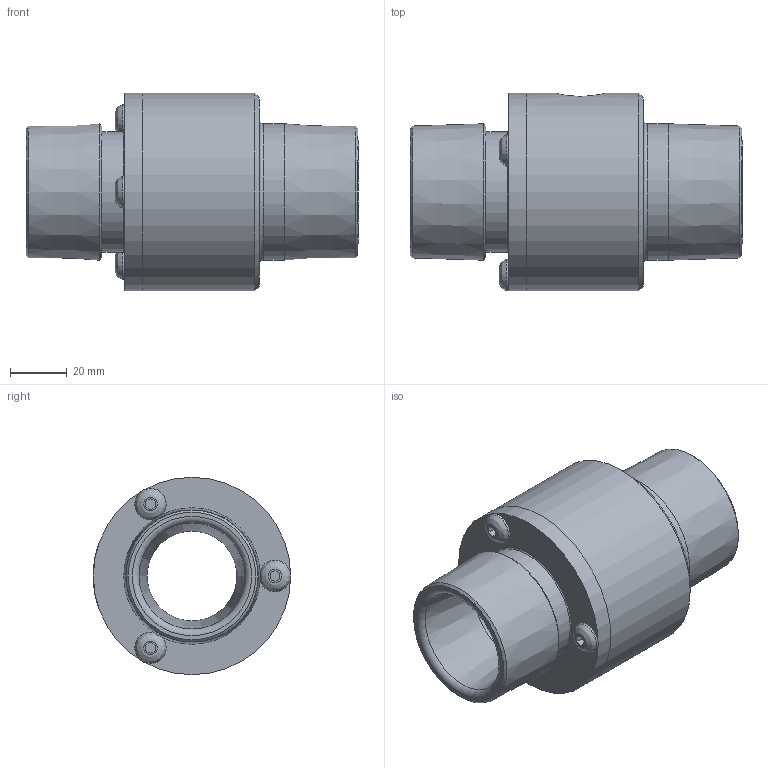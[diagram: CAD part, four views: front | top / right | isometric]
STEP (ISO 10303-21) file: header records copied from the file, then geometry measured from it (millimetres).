
FILE_DESCRIPTION((''),'2;1');
FILE_NAME('141150-3D.stp','2010-05-26T16:27:40',('Michael Witt'),(''),'Autodesk Inventor 2010','Autodesk Inventor 2010','');
FILE_SCHEMA(('AUTOMOTIVE_DESIGN { 1 0 10303 214 1 1 1 1 }'));
Length unit declared in the file: inch
Products named in the file (6): Assembly20; Part205; Part207; Part209; Part211; Part213
Assembly tree (5 placements, depth 2):
  Assembly20
    Part205
    Part207
    Part209
    Part211
    Part213
Bounding box: 117.47 x 69.85 x 69.85 mm (x, y, z)
Volume: 201861.9 mm3; surface area: 49474.8 mm2
Topology: 5 solids, 5 shells, 84 faces, 175 edges, 111 vertices
Faces by surface type: bspline 44, cylinder 15, cone 13, plane 10, torus 2
Full cylindrical faces by diameter (mm): 6.35 x3, 7.144 x3, 15.082 x1, 31.75 x2, 42.672 x1, 48.26 x3, 69.85 x2
Entity records: 2517 total; most frequent: CARTESIAN_POINT 862, DIRECTION 280, ORIENTED_EDGE 244, EDGE_LOOP 150, EDGE_CURVE 122, AXIS2_PLACEMENT_3D 113, VERTEX_POINT 102, FACE_OUTER_BOUND 84
